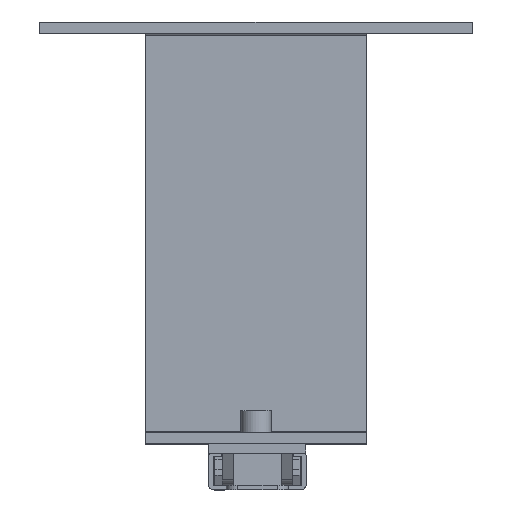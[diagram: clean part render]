
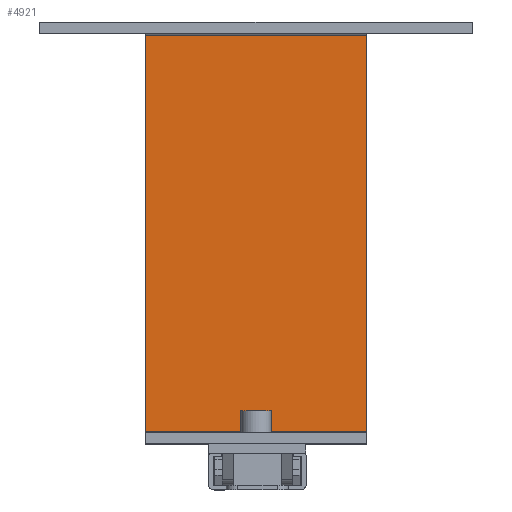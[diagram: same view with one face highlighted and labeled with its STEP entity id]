
A CAD part, top view. The second image highlights one B-rep face of the part: STEP entity #4921.
In plain terms, the highlighted face is planar.
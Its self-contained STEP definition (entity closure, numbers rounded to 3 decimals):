
#27 = DIRECTION ( 'NONE',  ( 0., 0., -1. ) ) ;
#454 = CARTESIAN_POINT ( 'NONE',  ( 0., 59., 78. ) ) ;
#909 = CARTESIAN_POINT ( 'NONE',  ( 0., 59., 19. ) ) ;
#1388 = VERTEX_POINT ( 'NONE', #5180 ) ;
#1533 = LINE ( 'NONE', #6476, #5049 ) ;
#1597 = LINE ( 'NONE', #5981, #6768 ) ;
#2306 = CARTESIAN_POINT ( 'NONE',  ( 2.3, 59., 19. ) ) ;
#2309 = ORIENTED_EDGE ( 'NONE', *, *, #2974, .T. ) ;
#2444 = VECTOR ( 'NONE', #6846, 1000. ) ;
#2596 = DIRECTION ( 'NONE',  ( 0., 0., 1. ) ) ;
#2832 = CARTESIAN_POINT ( 'NONE',  ( 2.3, 59., 59. ) ) ;
#2879 = VERTEX_POINT ( 'NONE', #4203 ) ;
#2927 = ORIENTED_EDGE ( 'NONE', *, *, #4668, .F. ) ;
#2974 = EDGE_CURVE ( 'NONE', #2879, #4349, #1533, .T. ) ;
#3147 = CARTESIAN_POINT ( 'NONE',  ( 73.7, 59., 78. ) ) ;
#3206 = DIRECTION ( 'NONE',  ( 0., 1., 0. ) ) ;
#3256 = DIRECTION ( 'NONE',  ( 0., 0., -1. ) ) ;
#3298 = DIRECTION ( 'NONE',  ( -1., 0., 0. ) ) ;
#4024 = AXIS2_PLACEMENT_3D ( 'NONE', #454, #3206, #2596 ) ;
#4128 = EDGE_LOOP ( 'NONE', ( #2927, #2309, #5694, #6776 ) ) ;
#4151 = PLANE ( 'NONE',  #4024 ) ;
#4203 = CARTESIAN_POINT ( 'NONE',  ( 73.7, 59., 59. ) ) ;
#4349 = VERTEX_POINT ( 'NONE', #2832 ) ;
#4661 = VERTEX_POINT ( 'NONE', #2306 ) ;
#4668 = EDGE_CURVE ( 'NONE', #2879, #1388, #6504, .T. ) ;
#4692 = VECTOR ( 'NONE', #27, 1000. ) ;
#4921 = ADVANCED_FACE ( 'NONE', ( #5250 ), #4151, .F. ) ;
#5049 = VECTOR ( 'NONE', #3298, 1000. ) ;
#5180 = CARTESIAN_POINT ( 'NONE',  ( 73.7, 59., 19. ) ) ;
#5250 = FACE_OUTER_BOUND ( 'NONE', #4128, .T. ) ;
#5315 = LINE ( 'NONE', #909, #2444 ) ;
#5361 = EDGE_CURVE ( 'NONE', #4661, #1388, #5315, .T. ) ;
#5694 = ORIENTED_EDGE ( 'NONE', *, *, #6793, .T. ) ;
#5981 = CARTESIAN_POINT ( 'NONE',  ( 2.3, 59., 78. ) ) ;
#6476 = CARTESIAN_POINT ( 'NONE',  ( 0., 59., 59. ) ) ;
#6504 = LINE ( 'NONE', #3147, #4692 ) ;
#6768 = VECTOR ( 'NONE', #3256, 1000. ) ;
#6776 = ORIENTED_EDGE ( 'NONE', *, *, #5361, .T. ) ;
#6793 = EDGE_CURVE ( 'NONE', #4349, #4661, #1597, .T. ) ;
#6846 = DIRECTION ( 'NONE',  ( 1., 0., 0. ) ) ;
